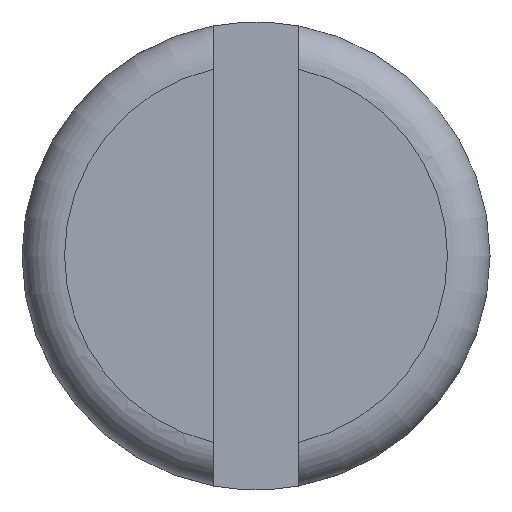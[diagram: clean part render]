
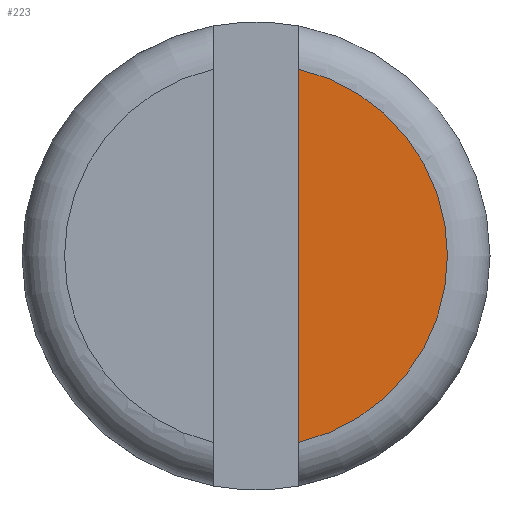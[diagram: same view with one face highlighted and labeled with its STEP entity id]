
A CAD part, top view. The second image highlights one B-rep face of the part: STEP entity #223.
In plain terms, the highlighted planar face has unit normal (0, 0, 1).
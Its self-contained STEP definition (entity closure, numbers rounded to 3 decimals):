
#21=LINE('',#377,#30);
#30=VECTOR('',#287,10.);
#41=PLANE('',#272);
#55=FACE_OUTER_BOUND('',#70,.T.);
#70=EDGE_LOOP('',(#188,#189));
#73=CIRCLE('',#247,2.25);
#91=VERTEX_POINT('',#345);
#94=VERTEX_POINT('',#359);
#111=EDGE_CURVE('',#94,#91,#73,.T.);
#115=EDGE_CURVE('',#94,#91,#21,.T.);
#188=ORIENTED_EDGE('',*,*,#111,.F.);
#189=ORIENTED_EDGE('',*,*,#115,.T.);
#223=ADVANCED_FACE('',(#55),#41,.T.);
#247=AXIS2_PLACEMENT_3D('',#370,#280,#281);
#272=AXIS2_PLACEMENT_3D('',#437,#339,#340);
#280=DIRECTION('center_axis',(0.,0.,-1.));
#281=DIRECTION('ref_axis',(1.,0.,0.));
#287=DIRECTION('',(0.,-1.,0.));
#339=DIRECTION('center_axis',(0.,0.,1.));
#340=DIRECTION('ref_axis',(1.,0.,0.));
#345=CARTESIAN_POINT('',(0.5,-2.194,0.));
#359=CARTESIAN_POINT('',(0.5,2.194,0.));
#370=CARTESIAN_POINT('Origin',(0.,0.,0.));
#377=CARTESIAN_POINT('',(0.5,1.375,0.));
#437=CARTESIAN_POINT('Origin',(0.,0.,0.));
